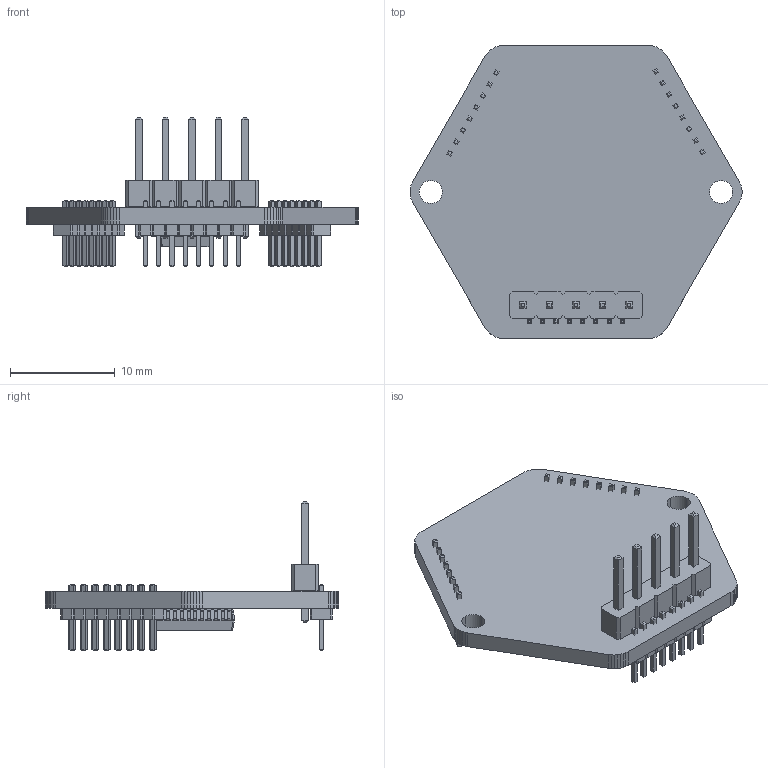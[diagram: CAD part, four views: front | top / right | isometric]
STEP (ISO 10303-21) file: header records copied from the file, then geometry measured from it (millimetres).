
FILE_DESCRIPTION(('KiCad electronic assembly'),'2;1');
FILE_NAME('LineIntegratedBoard.step','2023-12-23T21:25:22',('Pcbnew'),( 'Kicad'),'Open CASCADE STEP processor 7.7','KiCad to STEP converter' ,'Unknown');
FILE_SCHEMA(('AUTOMOTIVE_DESIGN { 1 0 10303 214 1 1 1 1 }'));
Length unit declared in the file: millimetre
Products named in the file (8): LineIntegratedBoard 1; PinHeader_1x05_P2.54mm_Vertical; SOLID; SSOP-24_5.3x8.2mm_P0.65mm; PinHeader_1x08_P1.27mm_Vertical; LineIntegratedBoard PCB
Assembly tree (9 placements, depth 3):
  LineIntegratedBoard 1
    PinHeader_1x05_P2.54mm_Vertical
      SOLID
    SSOP-24_5.3x8.2mm_P0.65mm
      SOLID
    PinHeader_1x08_P1.27mm_Vertical  x3
      SOLID
    LineIntegratedBoard PCB
Bounding box: 31.7 x 28 x 14.24 mm (x, y, z)
Volume: 1336.8 mm3; surface area: 2348.1 mm2
Topology: 6 solids, 6 shells, 1164 faces, 2927 edges, 1834 vertices
Faces by surface type: plane 1013, cylinder 103, bspline 48
Full cylindrical faces by diameter (mm): 0.5 x1
Entity records: 54193 total; most frequent: CARTESIAN_POINT 9081, DIRECTION 7369, LINE 5391, VECTOR 5391, ORIENTED_EDGE 3974, PCURVE 3974, DEFINITIONAL_REPRESENTATION 3974, EDGE_CURVE 1987
